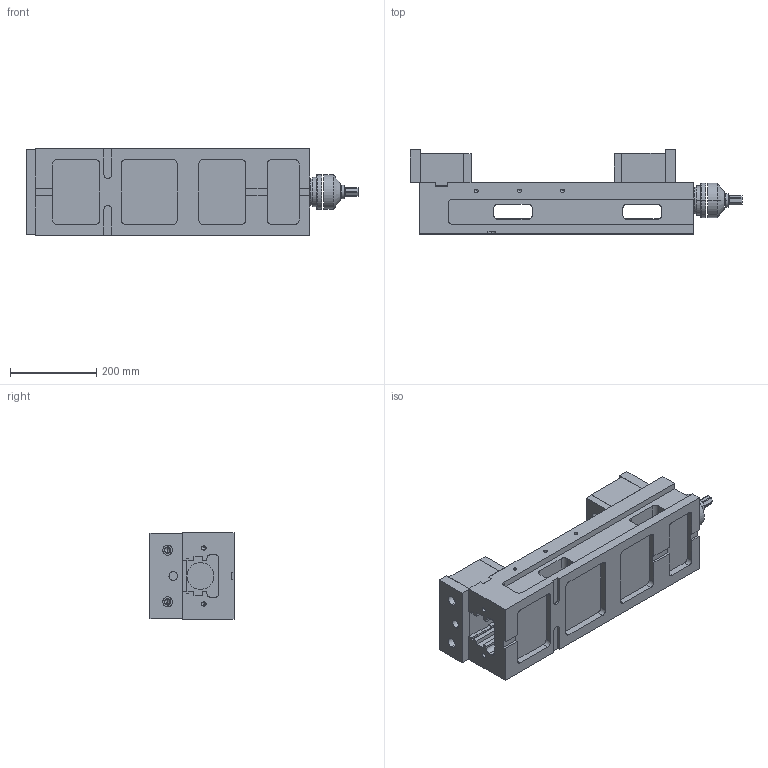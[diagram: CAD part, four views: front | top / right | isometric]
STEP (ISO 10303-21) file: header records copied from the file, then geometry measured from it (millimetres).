
FILE_DESCRIPTION (( 'STEP AP214' ), '1' );
FILE_NAME ('HPAQ-200.STEP', '2021-09-03T09:57:55', ( 'WinXP' ), ( 'MyPC' ), 'SwSTEP 2.0', 'SolidWorks 2010', '' );
FILE_SCHEMA (( 'AUTOMOTIVE_DESIGN' ));
Length unit declared in the file: millimetre
Products named in the file (1): HPAQ-200
Bounding box: 770.68 x 195 x 201 mm (x, y, z)
Volume: 12613072.1 mm3; surface area: 1113234.1 mm2
Topology: 10 solids, 10 shells, 461 faces, 1177 edges, 742 vertices
Faces by surface type: plane 212, cylinder 197, cone 48, torus 4
Entity records: 14668 total; most frequent: CARTESIAN_POINT 2729, DIRECTION 2453, ORIENTED_EDGE 2266, EDGE_CURVE 1133, AXIS2_PLACEMENT_3D 878, VERTEX_POINT 742, LINE 697, VECTOR 697
